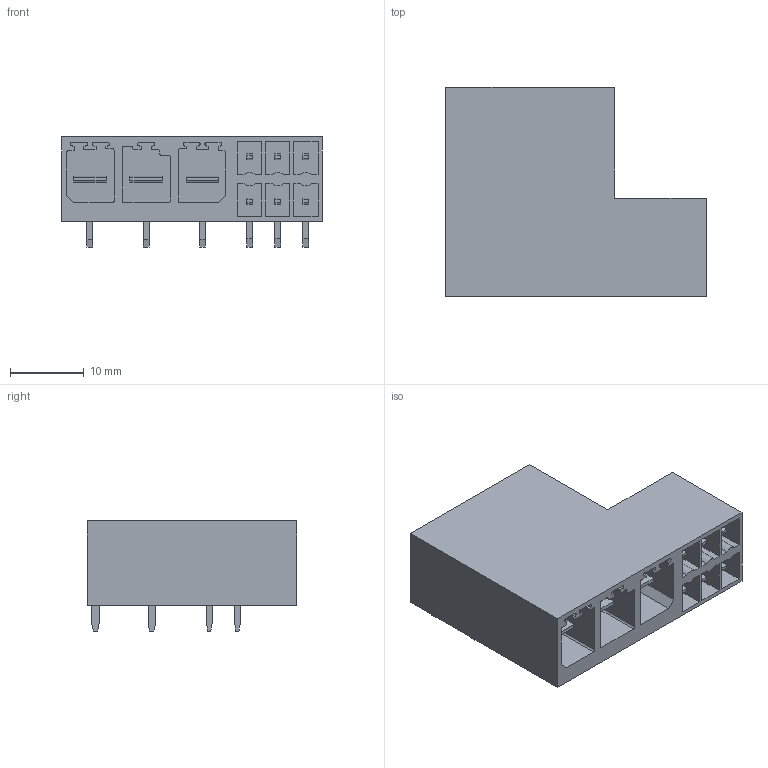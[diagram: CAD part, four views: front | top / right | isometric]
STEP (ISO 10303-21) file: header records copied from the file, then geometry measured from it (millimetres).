
FILE_DESCRIPTION(('CATIA V5 STEP Exchange','CAx-IF Rec.Pracs.--- Model Styling and Organization---1.2---2011-12-15'),'2;1');
FILE_NAME ('D1448405_0', '2018-11-28T05:41:00+00:00', ('none'), ('Weidmueller'), 'CATIA Version 5-6 Release 2014', 'CATIA V5 STEP AP214', 'none');
FILE_SCHEMA(('AUTOMOTIVE_DESIGN { 1 0 10303 214 1 1 1 1 }'));
Length unit declared in the file: millimetre
Products named in the file (1): 1090120000
Bounding box: 35.26 x 28.3 x 14.9 mm (x, y, z)
Volume: 6546.7 mm3; surface area: 7030.9 mm2
Topology: 10 solids, 10 shells, 391 faces, 1083 edges, 718 vertices
Faces by surface type: plane 349, cylinder 42
Entity records: 10364 total; most frequent: ORIENTED_EDGE 2166, CARTESIAN_POINT 1734, DIRECTION 1268, EDGE_CURVE 954, VECTOR 882, LINE 882, VERTEX_POINT 622, EDGE_LOOP 421
